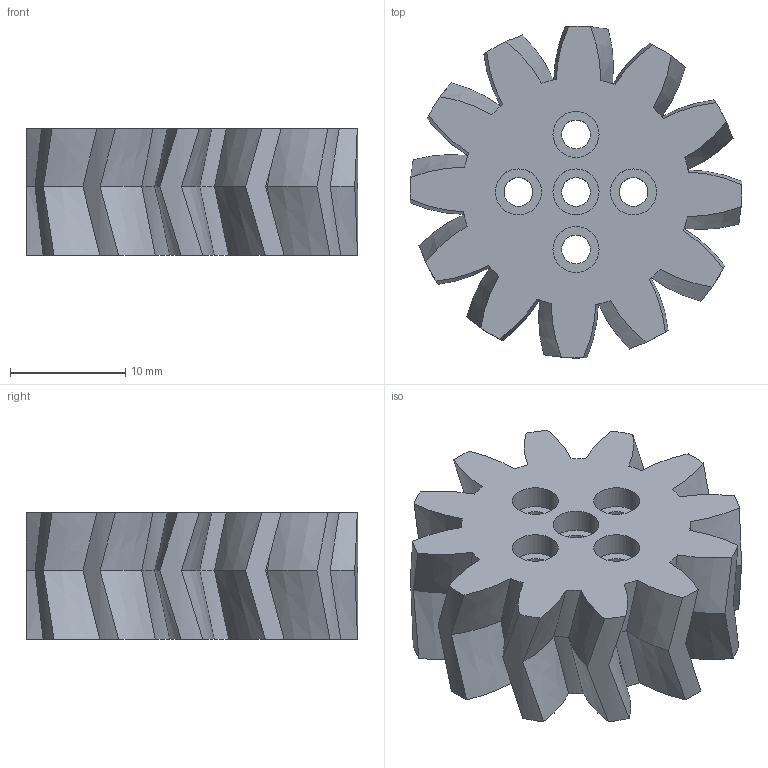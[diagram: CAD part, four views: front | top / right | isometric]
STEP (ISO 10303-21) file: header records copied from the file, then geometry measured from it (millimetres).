
FILE_DESCRIPTION(/* description */ (''),/* implementation_level */ '2;1');
FILE_NAME(/* name */ 'AC06b.stp',/* time_stamp */ '2019-10-25T09:02:36-05:00',/* author */ ('Dell'),/* organization */ (''),/* preprocessor_version */ 'ST-DEVELOPER v16.5',/* originating_system */ 'Autodesk Inventor 2017',/* authorisation */ '');
FILE_SCHEMA (('AUTOMOTIVE_DESIGN { 1 0 10303 214 3 1 1 }'));
Length unit declared in the file: millimetre
Products named in the file (1): Spur Gear1
Bounding box: 28.85 x 28.85 x 11 mm (x, y, z)
Volume: 4962.5 mm3; surface area: 3119.8 mm2
Topology: 1 solids, 1 shells, 101 faces, 258 edges, 164 vertices
Faces by surface type: bspline 48, cylinder 46, plane 7
Full cylindrical faces by diameter (mm): 2.5 x5, 4 x5
Entity records: 3784 total; most frequent: CARTESIAN_POINT 1522, ORIENTED_EDGE 496, DIRECTION 412, EDGE_CURVE 248, AXIS2_PLACEMENT_3D 206, VERTEX_POINT 164, CIRCLE 152, EDGE_LOOP 126
